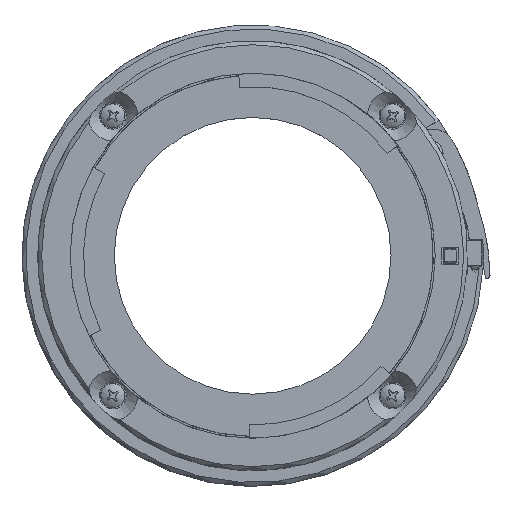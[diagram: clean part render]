
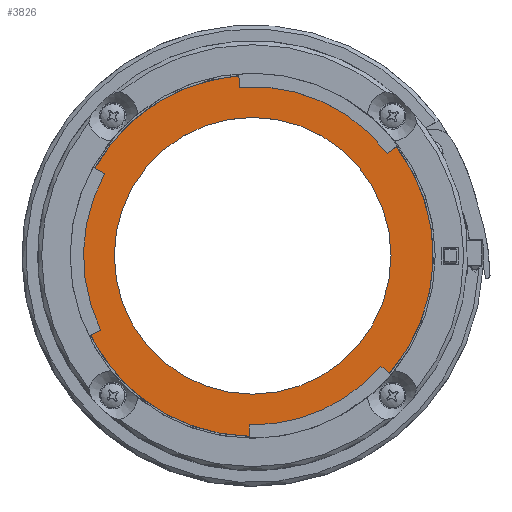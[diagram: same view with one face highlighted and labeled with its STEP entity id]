
A CAD part, top view. The second image highlights one B-rep face of the part: STEP entity #3826.
In plain terms, the highlighted face is planar.
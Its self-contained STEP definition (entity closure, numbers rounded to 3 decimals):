
#328=CIRCLE('',#4159,23.5);
#338=CIRCLE('',#4193,18.);
#1517=ORIENTED_EDGE('',*,*,#2325,.T.);
#1518=ORIENTED_EDGE('',*,*,#2301,.F.);
#2301=EDGE_CURVE('',#2793,#2793,#328,.F.);
#2325=EDGE_CURVE('',#2809,#2809,#338,.T.);
#2793=VERTEX_POINT('',#8341);
#2809=VERTEX_POINT('',#8411);
#3218=EDGE_LOOP('',(#1517));
#3219=EDGE_LOOP('',(#1518));
#3481=FACE_BOUND('',#3218,.T.);
#3482=FACE_BOUND('',#3219,.T.);
#3657=PLANE('',#4192);
#3826=ADVANCED_FACE('',(#3481,#3482),#3657,.T.);
#4159=AXIS2_PLACEMENT_3D('',#8340,#4811,#4812);
#4192=AXIS2_PLACEMENT_3D('',#8409,#4889,#4890);
#4193=AXIS2_PLACEMENT_3D('',#8410,#4891,#4892);
#4811=DIRECTION('',(0.,0.,-1.));
#4812=DIRECTION('',(-1.,0.,0.));
#4889=DIRECTION('',(0.,0.,-1.));
#4890=DIRECTION('',(-1.,0.,0.));
#4891=DIRECTION('',(0.,0.,1.));
#4892=DIRECTION('',(1.,0.,0.));
#8340=CARTESIAN_POINT('',(0.,0.,11.55));
#8341=CARTESIAN_POINT('',(-23.5,0.,11.55));
#8409=CARTESIAN_POINT('',(199.998,150.,11.55));
#8410=CARTESIAN_POINT('',(0.,0.,11.55));
#8411=CARTESIAN_POINT('',(18.,0.,11.55));
